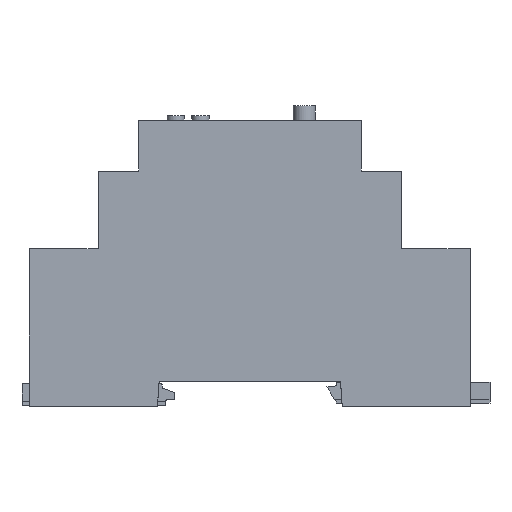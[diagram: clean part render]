
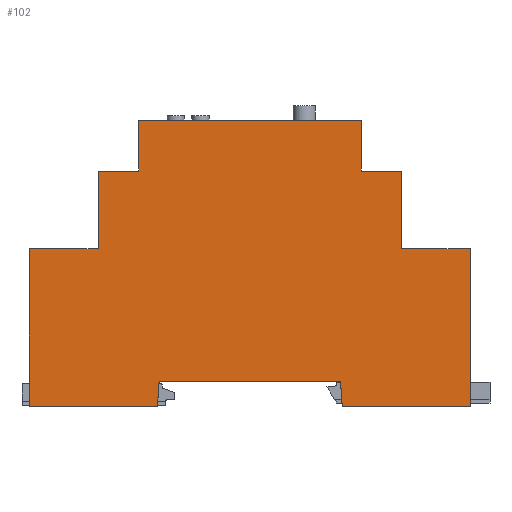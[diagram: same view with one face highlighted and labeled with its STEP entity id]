
A CAD part, left-side view. The second image highlights one B-rep face of the part: STEP entity #102.
In plain terms, the highlighted planar face has unit normal (-1, 0, 0).
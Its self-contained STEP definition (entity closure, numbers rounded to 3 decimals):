
#102=ADVANCED_FACE('',(#7233),#7235,.T.);
#7233=FACE_BOUND('',#7234,.T.);
#7234=EDGE_LOOP('',(#13630,#13631,#13632,#13633,#13634,#13635,#13636,#13637,#13638,
#13639,#13640,#13641,#13642,#13643,#13644,#13645));
#7235=PLANE('',#7236);
#7236=AXIS2_PLACEMENT_3D('',#7237,#7238,#7239);
#7237=CARTESIAN_POINT('',(-35.5,0.,0.));
#7238=DIRECTION('',(-1.,0.,0.));
#7239=DIRECTION('',(0.,0.,-1.));
#13630=ORIENTED_EDGE('',*,*,#18623,.T.);
#13631=ORIENTED_EDGE('',*,*,#18624,.T.);
#13632=ORIENTED_EDGE('',*,*,#18625,.T.);
#13633=ORIENTED_EDGE('',*,*,#18626,.T.);
#13634=ORIENTED_EDGE('',*,*,#18627,.T.);
#13635=ORIENTED_EDGE('',*,*,#18628,.T.);
#13636=ORIENTED_EDGE('',*,*,#18629,.T.);
#13637=ORIENTED_EDGE('',*,*,#18603,.T.);
#13638=ORIENTED_EDGE('',*,*,#18622,.T.);
#13639=ORIENTED_EDGE('',*,*,#18630,.T.);
#13640=ORIENTED_EDGE('',*,*,#18631,.T.);
#13641=ORIENTED_EDGE('',*,*,#18632,.T.);
#13642=ORIENTED_EDGE('',*,*,#18633,.T.);
#13643=ORIENTED_EDGE('',*,*,#18634,.T.);
#13644=ORIENTED_EDGE('',*,*,#18635,.T.);
#13645=ORIENTED_EDGE('',*,*,#18614,.T.);
#18603=EDGE_CURVE('',#21214,#21212,#21215,.T.);
#18614=EDGE_CURVE('',#21230,#21234,#21236,.T.);
#18622=EDGE_CURVE('',#21212,#21249,#21251,.T.);
#18623=EDGE_CURVE('',#21234,#21252,#21253,.T.);
#18624=EDGE_CURVE('',#21252,#21254,#21255,.T.);
#18625=EDGE_CURVE('',#21254,#21256,#21257,.T.);
#18626=EDGE_CURVE('',#21256,#21258,#21259,.T.);
#18627=EDGE_CURVE('',#21258,#21260,#21261,.T.);
#18628=EDGE_CURVE('',#21260,#21262,#21263,.T.);
#18629=EDGE_CURVE('',#21262,#21214,#21264,.T.);
#18630=EDGE_CURVE('',#21249,#21265,#21266,.T.);
#18631=EDGE_CURVE('',#21265,#21267,#21268,.T.);
#18632=EDGE_CURVE('',#21267,#21269,#21270,.T.);
#18633=EDGE_CURVE('',#21269,#21271,#21272,.T.);
#18634=EDGE_CURVE('',#21271,#21273,#21274,.T.);
#18635=EDGE_CURVE('',#21273,#21230,#21275,.T.);
#21212=VERTEX_POINT('',#25093);
#21214=VERTEX_POINT('',#25097);
#21215=LINE('',#25098,#25099);
#21230=VERTEX_POINT('',#25134);
#21234=VERTEX_POINT('',#25142);
#21236=LINE('',#25146,#25147);
#21249=VERTEX_POINT('',#25178);
#21251=LINE('',#25182,#25183);
#21252=VERTEX_POINT('',#25185);
#21253=LINE('',#25186,#25187);
#21254=VERTEX_POINT('',#25189);
#21255=LINE('',#25190,#25191);
#21256=VERTEX_POINT('',#25193);
#21257=LINE('',#25194,#25195);
#21258=VERTEX_POINT('',#25197);
#21259=LINE('',#25198,#25199);
#21260=VERTEX_POINT('',#25201);
#21261=LINE('',#25202,#25203);
#21262=VERTEX_POINT('',#25205);
#21263=LINE('',#25206,#25207);
#21264=LINE('',#25209,#25210);
#21265=VERTEX_POINT('',#25212);
#21266=LINE('',#25213,#25214);
#21267=VERTEX_POINT('',#25216);
#21268=LINE('',#25217,#25218);
#21269=VERTEX_POINT('',#25220);
#21270=LINE('',#25221,#25222);
#21271=VERTEX_POINT('',#25224);
#21272=LINE('',#25225,#25226);
#21273=VERTEX_POINT('',#25228);
#21274=LINE('',#25229,#25230);
#21275=LINE('',#25232,#25233);
#25093=CARTESIAN_POINT('',(-35.5,-30.7,26.878));
#25097=CARTESIAN_POINT('',(-35.5,-44.6,26.878));
#25098=CARTESIAN_POINT('',(-35.5,-44.6,26.878));
#25099=VECTOR('',#25100,1.);
#25100=DIRECTION('',(0.,1.,0.));
#25134=CARTESIAN_POINT('',(-35.5,30.7,26.878));
#25142=CARTESIAN_POINT('',(-35.5,44.6,26.878));
#25146=CARTESIAN_POINT('',(-35.5,30.7,26.878));
#25147=VECTOR('',#25148,1.);
#25148=DIRECTION('',(0.,1.,0.));
#25178=CARTESIAN_POINT('',(-35.5,-30.7,42.606));
#25182=CARTESIAN_POINT('',(-35.5,-30.7,26.878));
#25183=VECTOR('',#25184,1.);
#25184=DIRECTION('',(0.,0.,1.));
#25185=CARTESIAN_POINT('',(-35.5,44.6,-4.987));
#25186=CARTESIAN_POINT('',(-35.5,44.6,26.878));
#25187=VECTOR('',#25188,1.);
#25188=DIRECTION('',(0.,0.,-1.));
#25189=CARTESIAN_POINT('',(-35.5,18.7,-4.987));
#25190=CARTESIAN_POINT('',(-35.5,44.6,-4.987));
#25191=VECTOR('',#25192,1.);
#25192=DIRECTION('',(0.,-1.,0.));
#25193=CARTESIAN_POINT('',(-35.5,18.351,0.));
#25194=CARTESIAN_POINT('',(-35.5,18.7,-4.987));
#25195=VECTOR('',#25196,1.);
#25196=DIRECTION('',(0.,-0.07,0.998));
#25197=CARTESIAN_POINT('',(-35.5,-18.351,0.));
#25198=CARTESIAN_POINT('',(-35.5,18.351,0.));
#25199=VECTOR('',#25200,1.);
#25200=DIRECTION('',(0.,-1.,0.));
#25201=CARTESIAN_POINT('',(-35.5,-18.7,-4.987));
#25202=CARTESIAN_POINT('',(-35.5,-18.351,0.));
#25203=VECTOR('',#25204,1.);
#25204=DIRECTION('',(0.,-0.07,-0.998));
#25205=CARTESIAN_POINT('',(-35.5,-44.6,-4.987));
#25206=CARTESIAN_POINT('',(-35.5,-18.7,-4.987));
#25207=VECTOR('',#25208,1.);
#25208=DIRECTION('',(0.,-1.,0.));
#25209=CARTESIAN_POINT('',(-35.5,-44.6,-4.987));
#25210=VECTOR('',#25211,1.);
#25211=DIRECTION('',(0.,0.,1.));
#25212=CARTESIAN_POINT('',(-35.5,-22.5,42.606));
#25213=CARTESIAN_POINT('',(-35.5,-30.7,42.606));
#25214=VECTOR('',#25215,1.);
#25215=DIRECTION('',(0.,1.,0.));
#25216=CARTESIAN_POINT('',(-35.5,-22.5,52.804));
#25217=CARTESIAN_POINT('',(-35.5,-22.5,42.606));
#25218=VECTOR('',#25219,1.);
#25219=DIRECTION('',(0.,0.,1.));
#25220=CARTESIAN_POINT('',(-35.5,22.5,52.804));
#25221=CARTESIAN_POINT('',(-35.5,-22.5,52.804));
#25222=VECTOR('',#25223,1.);
#25223=DIRECTION('',(0.,1.,0.));
#25224=CARTESIAN_POINT('',(-35.5,22.5,42.606));
#25225=CARTESIAN_POINT('',(-35.5,22.5,52.804));
#25226=VECTOR('',#25227,1.);
#25227=DIRECTION('',(0.,0.,-1.));
#25228=CARTESIAN_POINT('',(-35.5,30.7,42.606));
#25229=CARTESIAN_POINT('',(-35.5,22.5,42.606));
#25230=VECTOR('',#25231,1.);
#25231=DIRECTION('',(0.,1.,0.));
#25232=CARTESIAN_POINT('',(-35.5,30.7,42.606));
#25233=VECTOR('',#25234,1.);
#25234=DIRECTION('',(0.,0.,-1.));
